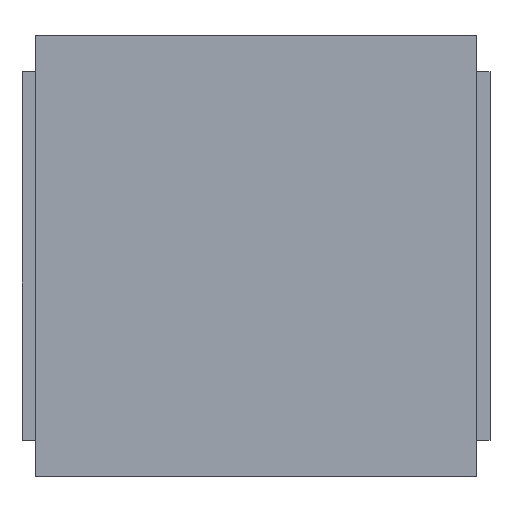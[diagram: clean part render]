
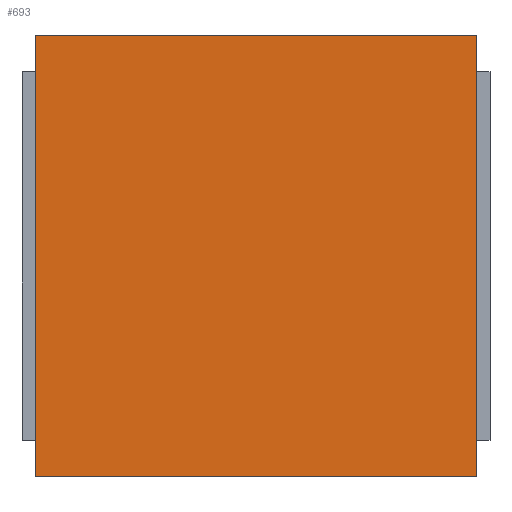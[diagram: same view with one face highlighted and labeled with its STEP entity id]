
A CAD part, top view. The second image highlights one B-rep face of the part: STEP entity #693.
In plain terms, the highlighted planar face has unit normal (0, 0, 1).
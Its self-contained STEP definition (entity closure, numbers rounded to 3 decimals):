
#354 = VERTEX_POINT('',#355);
#355 = CARTESIAN_POINT('',(5.15,-5.15,4.));
#361 = EDGE_CURVE('',#354,#362,#364,.T.);
#362 = VERTEX_POINT('',#363);
#363 = CARTESIAN_POINT('',(5.15,5.15,4.));
#364 = LINE('',#365,#366);
#365 = CARTESIAN_POINT('',(5.15,-5.15,4.));
#366 = VECTOR('',#367,1.);
#367 = DIRECTION('',(0.,1.,0.));
#482 = VERTEX_POINT('',#483);
#483 = CARTESIAN_POINT('',(-5.15,5.15,4.));
#489 = EDGE_CURVE('',#362,#482,#490,.T.);
#490 = LINE('',#491,#492);
#491 = CARTESIAN_POINT('',(-5.15,5.15,4.));
#492 = VECTOR('',#493,1.);
#493 = DIRECTION('',(-1.,0.,0.));
#506 = EDGE_CURVE('',#482,#507,#509,.T.);
#507 = VERTEX_POINT('',#508);
#508 = CARTESIAN_POINT('',(-5.15,-5.15,4.));
#509 = LINE('',#510,#511);
#510 = CARTESIAN_POINT('',(-5.15,-5.15,4.));
#511 = VECTOR('',#512,1.);
#512 = DIRECTION('',(0.,-1.,0.));
#682 = EDGE_CURVE('',#507,#354,#683,.T.);
#683 = LINE('',#684,#685);
#684 = CARTESIAN_POINT('',(-5.15,-5.15,4.));
#685 = VECTOR('',#686,1.);
#686 = DIRECTION('',(1.,0.,0.));
#693 = ADVANCED_FACE('',(#694),#700,.F.);
#694 = FACE_BOUND('',#695,.T.);
#695 = EDGE_LOOP('',(#696,#697,#698,#699));
#696 = ORIENTED_EDGE('',*,*,#361,.T.);
#697 = ORIENTED_EDGE('',*,*,#489,.T.);
#698 = ORIENTED_EDGE('',*,*,#506,.T.);
#699 = ORIENTED_EDGE('',*,*,#682,.T.);
#700 = PLANE('',#701);
#701 = AXIS2_PLACEMENT_3D('',#702,#703,#704);
#702 = CARTESIAN_POINT('',(5.15,5.15,4.));
#703 = DIRECTION('',(0.,0.,-1.));
#704 = DIRECTION('',(0.,1.,0.));
